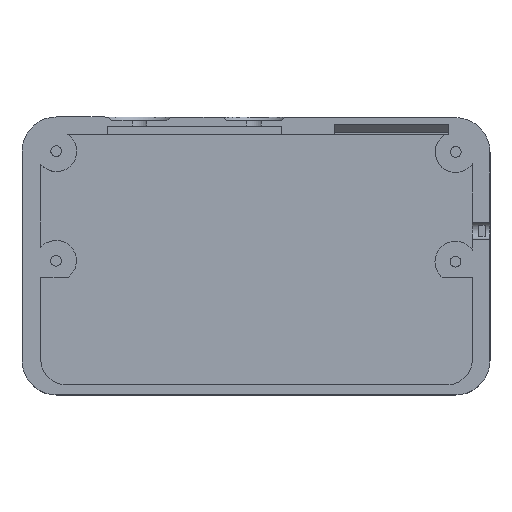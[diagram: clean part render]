
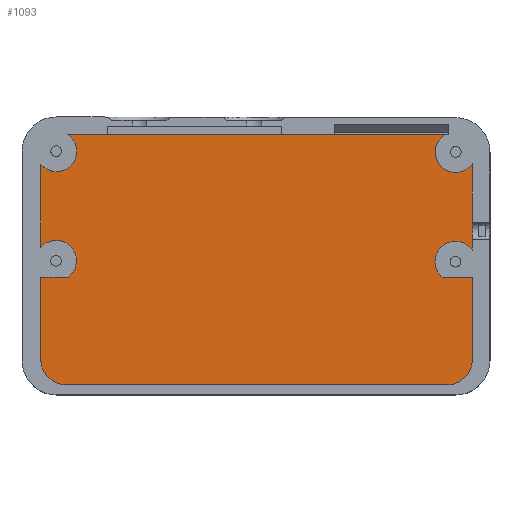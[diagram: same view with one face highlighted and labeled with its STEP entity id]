
A CAD part, top view. The second image highlights one B-rep face of the part: STEP entity #1093.
In plain terms, the highlighted planar face has unit normal (0, 0, 1).
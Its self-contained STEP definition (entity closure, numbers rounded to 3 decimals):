
#46=CIRCLE('',#1186,4.778);
#47=CIRCLE('',#1189,4.778);
#48=CIRCLE('',#1192,4.778);
#49=CIRCLE('',#1194,4.778);
#50=CIRCLE('',#1196,6.);
#51=CIRCLE('',#1197,6.);
#128=LINE('',#1835,#239);
#142=LINE('',#1871,#253);
#166=LINE('',#1932,#277);
#169=LINE('',#1940,#280);
#172=LINE('',#1950,#283);
#173=LINE('',#1951,#284);
#174=LINE('',#1953,#285);
#175=LINE('',#1957,#286);
#239=VECTOR('',#1336,10.);
#253=VECTOR('',#1366,10.);
#277=VECTOR('',#1436,10.);
#280=VECTOR('',#1445,10.);
#283=VECTOR('',#1458,10.);
#284=VECTOR('',#1459,10.);
#285=VECTOR('',#1460,10.);
#286=VECTOR('',#1463,10.);
#325=PLANE('',#1195);
#378=FACE_OUTER_BOUND('',#443,.T.);
#443=EDGE_LOOP('',(#956,#957,#958,#959,#960,#961,#962,#963,#964,#965,#966,
#967,#968,#969));
#536=VERTEX_POINT('',#1832);
#537=VERTEX_POINT('',#1834);
#550=VERTEX_POINT('',#1868);
#551=VERTEX_POINT('',#1870);
#563=VERTEX_POINT('',#1925);
#564=VERTEX_POINT('',#1929);
#565=VERTEX_POINT('',#1931);
#566=VERTEX_POINT('',#1935);
#567=VERTEX_POINT('',#1939);
#568=VERTEX_POINT('',#1945);
#569=VERTEX_POINT('',#1949);
#570=VERTEX_POINT('',#1952);
#571=VERTEX_POINT('',#1954);
#572=VERTEX_POINT('',#1956);
#655=EDGE_CURVE('',#537,#536,#128,.T.);
#673=EDGE_CURVE('',#551,#550,#142,.T.);
#699=EDGE_CURVE('',#563,#551,#46,.T.);
#702=EDGE_CURVE('',#565,#564,#166,.T.);
#704=EDGE_CURVE('',#566,#565,#47,.T.);
#706=EDGE_CURVE('',#567,#563,#169,.T.);
#708=EDGE_CURVE('',#550,#537,#48,.T.);
#710=EDGE_CURVE('',#536,#568,#49,.T.);
#711=EDGE_CURVE('',#569,#567,#172,.T.);
#712=EDGE_CURVE('',#568,#566,#173,.T.);
#713=EDGE_CURVE('',#564,#570,#174,.T.);
#714=EDGE_CURVE('',#570,#571,#50,.T.);
#715=EDGE_CURVE('',#571,#572,#175,.T.);
#716=EDGE_CURVE('',#572,#569,#51,.T.);
#956=ORIENTED_EDGE('',*,*,#711,.T.);
#957=ORIENTED_EDGE('',*,*,#706,.T.);
#958=ORIENTED_EDGE('',*,*,#699,.T.);
#959=ORIENTED_EDGE('',*,*,#673,.T.);
#960=ORIENTED_EDGE('',*,*,#708,.T.);
#961=ORIENTED_EDGE('',*,*,#655,.T.);
#962=ORIENTED_EDGE('',*,*,#710,.T.);
#963=ORIENTED_EDGE('',*,*,#712,.T.);
#964=ORIENTED_EDGE('',*,*,#704,.T.);
#965=ORIENTED_EDGE('',*,*,#702,.T.);
#966=ORIENTED_EDGE('',*,*,#713,.T.);
#967=ORIENTED_EDGE('',*,*,#714,.T.);
#968=ORIENTED_EDGE('',*,*,#715,.T.);
#969=ORIENTED_EDGE('',*,*,#716,.T.);
#1093=ADVANCED_FACE('',(#378),#325,.F.);
#1186=AXIS2_PLACEMENT_3D('',#1926,#1430,#1431);
#1189=AXIS2_PLACEMENT_3D('',#1936,#1440,#1441);
#1192=AXIS2_PLACEMENT_3D('',#1943,#1449,#1450);
#1194=AXIS2_PLACEMENT_3D('',#1947,#1454,#1455);
#1195=AXIS2_PLACEMENT_3D('',#1948,#1456,#1457);
#1196=AXIS2_PLACEMENT_3D('',#1955,#1461,#1462);
#1197=AXIS2_PLACEMENT_3D('',#1958,#1464,#1465);
#1336=DIRECTION('',(-1.,0.,0.));
#1366=DIRECTION('',(0.,1.,0.));
#1430=DIRECTION('center_axis',(0.,0.,-1.));
#1431=DIRECTION('ref_axis',(1.,0.,0.));
#1436=DIRECTION('',(-1.,0.,0.));
#1440=DIRECTION('center_axis',(0.,0.,-1.));
#1441=DIRECTION('ref_axis',(1.,0.,0.));
#1445=DIRECTION('',(-1.,0.,0.));
#1449=DIRECTION('center_axis',(0.,0.,-1.));
#1450=DIRECTION('ref_axis',(1.,0.,0.));
#1454=DIRECTION('center_axis',(0.,0.,-1.));
#1455=DIRECTION('ref_axis',(1.,0.,0.));
#1456=DIRECTION('center_axis',(0.,0.,-1.));
#1457=DIRECTION('ref_axis',(1.,0.,0.));
#1458=DIRECTION('',(0.,1.,0.));
#1459=DIRECTION('',(0.,-1.,0.));
#1460=DIRECTION('',(0.,-1.,0.));
#1461=DIRECTION('center_axis',(0.,0.,1.));
#1462=DIRECTION('ref_axis',(0.,-1.,0.));
#1463=DIRECTION('',(1.,0.,0.));
#1464=DIRECTION('center_axis',(0.,0.,1.));
#1465=DIRECTION('ref_axis',(1.,0.,0.));
#1832=CARTESIAN_POINT('',(-93.969,0.487,-12.));
#1834=CARTESIAN_POINT('',(-5.829,0.487,-12.));
#1835=CARTESIAN_POINT('',(-100.309,0.487,-12.));
#1868=CARTESIAN_POINT('',(0.487,-6.409,-12.));
#1870=CARTESIAN_POINT('',(0.487,-26.558,-12.));
#1871=CARTESIAN_POINT('',(0.487,-32.872,-12.));
#1925=CARTESIAN_POINT('',(-6.573,-32.872,-12.));
#1926=CARTESIAN_POINT('Origin',(-3.463,-29.245,-12.));
#1929=CARTESIAN_POINT('',(-100.309,-32.872,-12.));
#1931=CARTESIAN_POINT('',(-93.862,-32.872,-12.));
#1932=CARTESIAN_POINT('',(-71.951,-32.872,-12.));
#1935=CARTESIAN_POINT('',(-100.309,-25.879,-12.));
#1936=CARTESIAN_POINT('Origin',(-96.749,-29.065,-12.));
#1939=CARTESIAN_POINT('',(0.487,-32.872,-12.));
#1940=CARTESIAN_POINT('',(-24.776,-32.872,-12.));
#1943=CARTESIAN_POINT('Origin',(-3.396,-3.625,-12.));
#1945=CARTESIAN_POINT('',(-100.309,-6.555,-12.));
#1947=CARTESIAN_POINT('Origin',(-96.682,-3.445,-12.));
#1948=CARTESIAN_POINT('Origin',(-50.039,-27.914,-12.));
#1949=CARTESIAN_POINT('',(0.487,-52.047,-12.));
#1950=CARTESIAN_POINT('',(0.487,-32.872,-12.));
#1951=CARTESIAN_POINT('',(-100.309,-32.872,-12.));
#1952=CARTESIAN_POINT('',(-100.311,-52.039,-12.));
#1953=CARTESIAN_POINT('',(-100.309,-32.872,-12.));
#1954=CARTESIAN_POINT('',(-94.312,-58.039,-12.));
#1955=CARTESIAN_POINT('Origin',(-94.311,-52.039,-12.));
#1956=CARTESIAN_POINT('',(-5.513,-58.047,-12.));
#1957=CARTESIAN_POINT('',(-5.513,-58.047,-12.));
#1958=CARTESIAN_POINT('Origin',(-5.513,-52.047,-12.));
